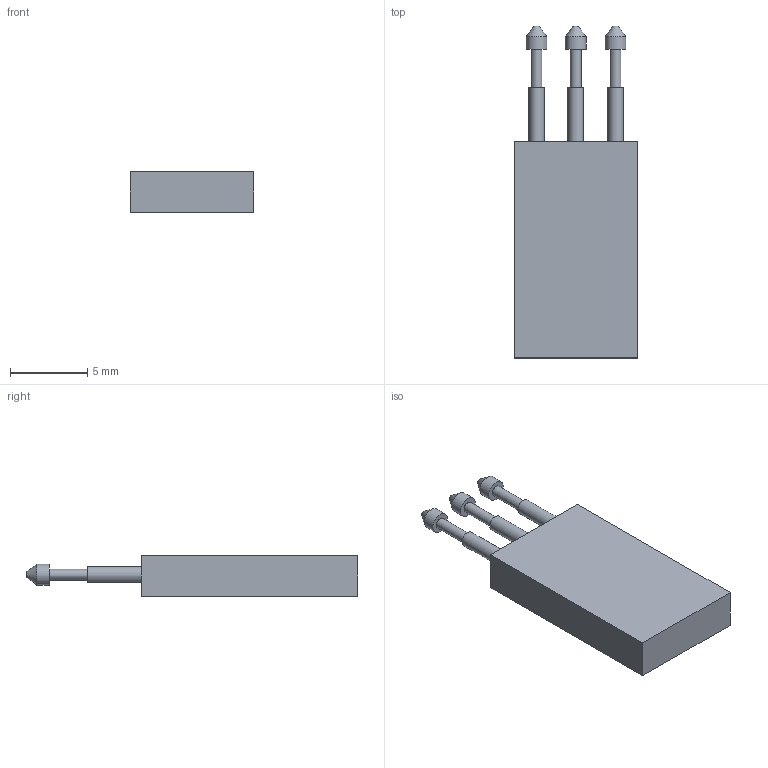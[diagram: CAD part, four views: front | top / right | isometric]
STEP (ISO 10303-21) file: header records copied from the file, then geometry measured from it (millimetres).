
FILE_DESCRIPTION(('FreeCAD Model'),'2;1');
FILE_NAME('Open CASCADE Shape Model','2024-05-13T13:59:31',('Author'),( ''),'Open CASCADE STEP processor 7.5','FreeCAD','Unknown');
FILE_SCHEMA(('AUTOMOTIVE_DESIGN { 1 0 10303 214 1 1 1 1 }'));
Length unit declared in the file: millimetre
Products named in the file (5): short; Cube001; Pogo Pin v1; Pogo Pin v002; Pogo Pin v003
Assembly tree (4 placements, depth 2):
  short
    Cube001
    Pogo Pin v1
    Pogo Pin v002
    Pogo Pin v003
Bounding box: 8 x 21.51 x 2.6 mm (x, y, z)
Volume: 328.3 mm3; surface area: 526 mm2
Topology: 4 solids, 4 shells, 36 faces, 54 edges, 35 vertices
Faces by surface type: plane 21, cylinder 12, cone 3
Full cylindrical faces by diameter (mm): 0.2 x3, 0.7 x3, 1 x3, 1.35 x3
Entity records: 1026 total; most frequent: DIRECTION 163, CARTESIAN_POINT 130, ORIENTED_EDGE 108, AXIS2_PLACEMENT_3D 68, EDGE_CURVE 54, FACE_BOUND 45, EDGE_LOOP 45, ADVANCED_FACE 36
